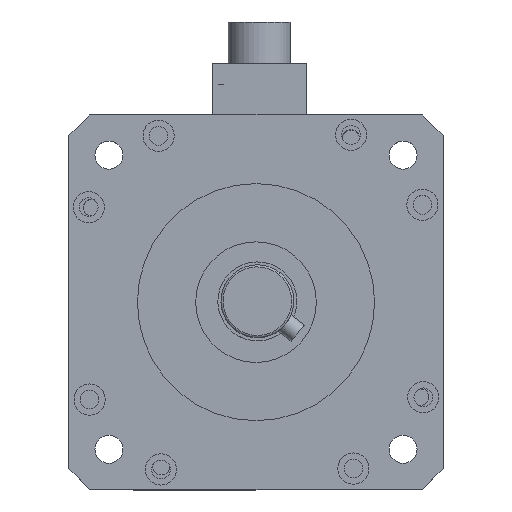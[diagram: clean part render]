
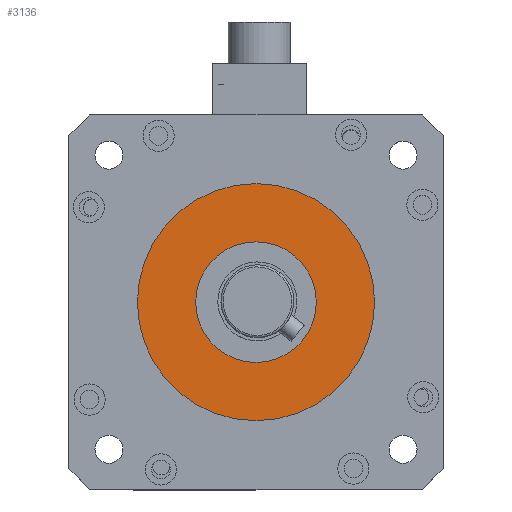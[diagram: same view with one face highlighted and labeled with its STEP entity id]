
A CAD part, top view. The second image highlights one B-rep face of the part: STEP entity #3136.
In plain terms, the highlighted planar face has unit normal (0, 0, 1).
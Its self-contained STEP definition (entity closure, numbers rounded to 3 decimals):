
#382 = ORIENTED_EDGE ( 'NONE', *, *, #1224, .F. ) ;
#586 = AXIS2_PLACEMENT_3D ( 'NONE', #9834, #4752, #12914 ) ;
#629 = CIRCLE ( 'NONE', #6021, 29. ) ;
#1037 = DIRECTION ( 'NONE',  ( 1., 0., 0. ) ) ;
#1224 = EDGE_CURVE ( 'NONE', #8113, #5059, #629, .T. ) ;
#1556 = DIRECTION ( 'NONE',  ( 1., 0., 0. ) ) ;
#1917 = CARTESIAN_POINT ( 'NONE',  ( 90., 90., 3.2 ) ) ;
#2305 = ORIENTED_EDGE ( 'NONE', *, *, #7037, .T. ) ;
#3101 = CARTESIAN_POINT ( 'NONE',  ( 90., 90., 3.2 ) ) ;
#3136 = ADVANCED_FACE ( 'NONE', ( #5217, #9373 ), #11353, .T. ) ;
#3184 = DIRECTION ( 'NONE',  ( 0., 0., 1. ) ) ;
#3823 = CIRCLE ( 'NONE', #4130, 57. ) ;
#3905 = CARTESIAN_POINT ( 'NONE',  ( 90., 90., 3.2 ) ) ;
#4130 = AXIS2_PLACEMENT_3D ( 'NONE', #6123, #8182, #7148 ) ;
#4647 = DIRECTION ( 'NONE',  ( 0., 0., 1. ) ) ;
#4752 = DIRECTION ( 'NONE',  ( 0., 0., 1. ) ) ;
#4920 = VERTEX_POINT ( 'NONE', #11596 ) ;
#4983 = CIRCLE ( 'NONE', #6170, 29. ) ;
#5044 = EDGE_LOOP ( 'NONE', ( #12552, #382 ) ) ;
#5059 = VERTEX_POINT ( 'NONE', #9704 ) ;
#5217 = FACE_BOUND ( 'NONE', #5044, .T. ) ;
#5617 = ORIENTED_EDGE ( 'NONE', *, *, #10883, .T. ) ;
#6021 = AXIS2_PLACEMENT_3D ( 'NONE', #1917, #4647, #1556 ) ;
#6123 = CARTESIAN_POINT ( 'NONE',  ( 90., 90., 3.2 ) ) ;
#6170 = AXIS2_PLACEMENT_3D ( 'NONE', #3905, #7263, #10994 ) ;
#7037 = EDGE_CURVE ( 'NONE', #4920, #12836, #12145, .T. ) ;
#7148 = DIRECTION ( 'NONE',  ( 1., 0., 0. ) ) ;
#7263 = DIRECTION ( 'NONE',  ( 0., 0., 1. ) ) ;
#8113 = VERTEX_POINT ( 'NONE', #11959 ) ;
#8182 = DIRECTION ( 'NONE',  ( 0., 0., 1. ) ) ;
#8823 = EDGE_CURVE ( 'NONE', #5059, #8113, #4983, .T. ) ;
#9373 = FACE_OUTER_BOUND ( 'NONE', #11313, .T. ) ;
#9410 = CARTESIAN_POINT ( 'NONE',  ( 33., 90., 3.2 ) ) ;
#9704 = CARTESIAN_POINT ( 'NONE',  ( 119., 90., 3.2 ) ) ;
#9834 = CARTESIAN_POINT ( 'NONE',  ( 90., 90., 3.2 ) ) ;
#10883 = EDGE_CURVE ( 'NONE', #12836, #4920, #3823, .T. ) ;
#10994 = DIRECTION ( 'NONE',  ( 1., 0., 0. ) ) ;
#11313 = EDGE_LOOP ( 'NONE', ( #5617, #2305 ) ) ;
#11353 = PLANE ( 'NONE',  #12697 ) ;
#11596 = CARTESIAN_POINT ( 'NONE',  ( 147., 90., 3.2 ) ) ;
#11959 = CARTESIAN_POINT ( 'NONE',  ( 61., 90., 3.2 ) ) ;
#12145 = CIRCLE ( 'NONE', #586, 57. ) ;
#12552 = ORIENTED_EDGE ( 'NONE', *, *, #8823, .F. ) ;
#12697 = AXIS2_PLACEMENT_3D ( 'NONE', #3101, #3184, #1037 ) ;
#12836 = VERTEX_POINT ( 'NONE', #9410 ) ;
#12914 = DIRECTION ( 'NONE',  ( 1., 0., 0. ) ) ;
